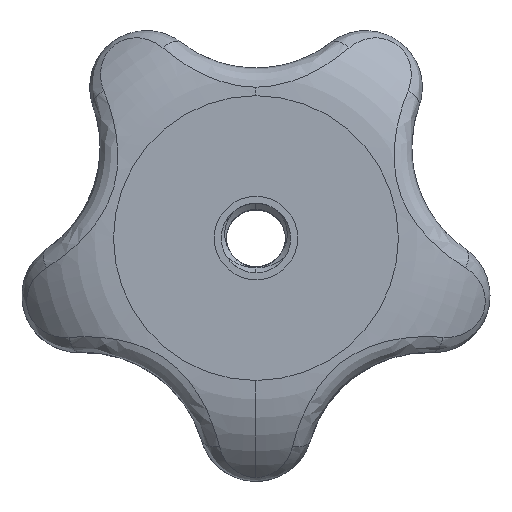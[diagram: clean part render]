
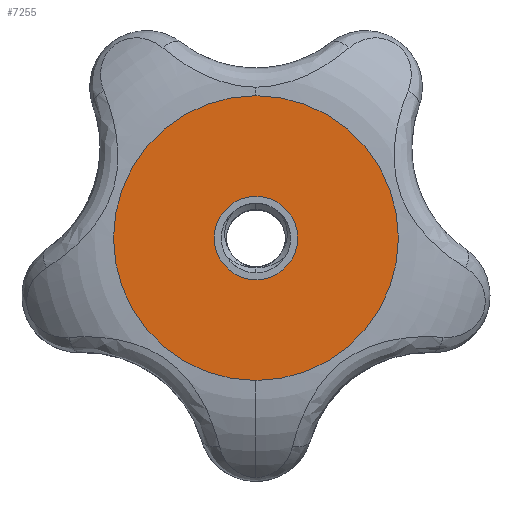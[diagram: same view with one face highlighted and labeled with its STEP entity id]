
A CAD part, top view. The second image highlights one B-rep face of the part: STEP entity #7255.
In plain terms, the highlighted planar face has unit normal (0, 0, 1).
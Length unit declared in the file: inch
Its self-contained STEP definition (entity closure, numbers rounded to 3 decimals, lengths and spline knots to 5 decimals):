
#403 = VERTEX_POINT ( 'NONE', #2576 ) ;
#423 = VERTEX_POINT ( 'NONE', #2664 ) ;
#435 = EDGE_CURVE ( 'NONE', #423, #403, #2651, .T. ) ;
#2576 = CARTESIAN_POINT ( 'NONE',  ( 0., -0.5125, 0.625 ) ) ;
#2648 = DIRECTION ( 'NONE',  ( 0., 1., 0. ) ) ;
#2649 = DIRECTION ( 'NONE',  ( 0., 0., -1. ) ) ;
#2650 = AXIS2_PLACEMENT_3D ( 'NONE', #2656, #2649, #2648 ) ;
#2651 = CIRCLE ( 'NONE', #2650, 0.5125 ) ;
#2656 = CARTESIAN_POINT ( 'NONE',  ( 0., 0., 0.625 ) ) ;
#2664 = CARTESIAN_POINT ( 'NONE',  ( 0., 0.5125, 0.625 ) ) ;
#5557 = CARTESIAN_POINT ( 'NONE',  ( 0.15, 0., 0.625 ) ) ;
#5650 = DIRECTION ( 'NONE',  ( 1., 0., 0. ) ) ;
#5651 = DIRECTION ( 'NONE',  ( 0., 0., 1. ) ) ;
#5652 = CARTESIAN_POINT ( 'NONE',  ( 0., 0., 0.625 ) ) ;
#5653 = AXIS2_PLACEMENT_3D ( 'NONE', #5652, #5651, #5650 ) ;
#5654 = CIRCLE ( 'NONE', #5653, 0.15 ) ;
#5674 = CARTESIAN_POINT ( 'NONE',  ( -0.15, 0., 0.625 ) ) ;
#6666 = VERTEX_POINT ( 'NONE', #5557 ) ;
#6682 = EDGE_CURVE ( 'NONE', #6694, #6666, #5654, .T. ) ;
#6694 = VERTEX_POINT ( 'NONE', #5674 ) ;
#7194 = ORIENTED_EDGE ( 'NONE', *, *, #7261, .F. ) ;
#7195 = ORIENTED_EDGE ( 'NONE', *, *, #6682, .F. ) ;
#7200 = EDGE_LOOP ( 'NONE', ( #7194, #7195 ) ) ;
#7202 = ORIENTED_EDGE ( 'NONE', *, *, #7203, .F. ) ;
#7203 = EDGE_CURVE ( 'NONE', #403, #423, #7666, .T. ) ;
#7206 = ORIENTED_EDGE ( 'NONE', *, *, #435, .F. ) ;
#7213 = EDGE_LOOP ( 'NONE', ( #7206, #7202 ) ) ;
#7255 = ADVANCED_FACE ( 'NONE', ( #7834, #7833 ), #7831, .F. ) ;
#7261 = EDGE_CURVE ( 'NONE', #6666, #6694, #7871, .T. ) ;
#7662 = DIRECTION ( 'NONE',  ( 0., 1., 0. ) ) ;
#7663 = DIRECTION ( 'NONE',  ( 0., 0., -1. ) ) ;
#7664 = CARTESIAN_POINT ( 'NONE',  ( 0., 0., 0.625 ) ) ;
#7665 = AXIS2_PLACEMENT_3D ( 'NONE', #7664, #7663, #7662 ) ;
#7666 = CIRCLE ( 'NONE', #7665, 0.5125 ) ;
#7831 = PLANE ( 'NONE',  #7875 ) ;
#7833 = FACE_BOUND ( 'NONE', #7200, .T. ) ;
#7834 = FACE_OUTER_BOUND ( 'NONE', #7213, .T. ) ;
#7867 = DIRECTION ( 'NONE',  ( 1., 0., 0. ) ) ;
#7868 = DIRECTION ( 'NONE',  ( 0., 0., 1. ) ) ;
#7869 = CARTESIAN_POINT ( 'NONE',  ( 0., 0., 0.625 ) ) ;
#7870 = AXIS2_PLACEMENT_3D ( 'NONE', #7869, #7868, #7867 ) ;
#7871 = CIRCLE ( 'NONE', #7870, 0.15 ) ;
#7872 = DIRECTION ( 'NONE',  ( -1., 0., 0. ) ) ;
#7873 = DIRECTION ( 'NONE',  ( 0., 0., -1. ) ) ;
#7874 = CARTESIAN_POINT ( 'NONE',  ( 0., 0.875, 0.625 ) ) ;
#7875 = AXIS2_PLACEMENT_3D ( 'NONE', #7874, #7873, #7872 ) ;
